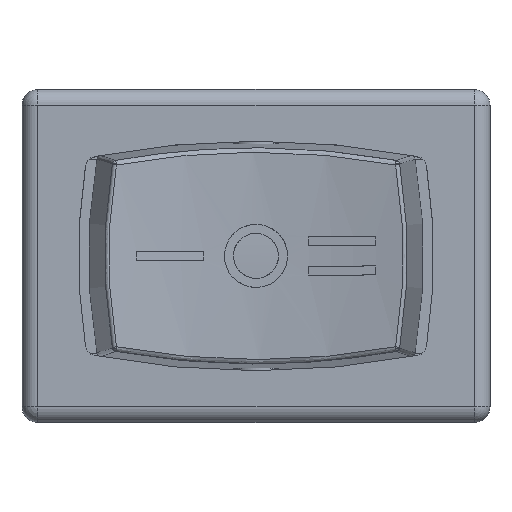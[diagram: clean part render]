
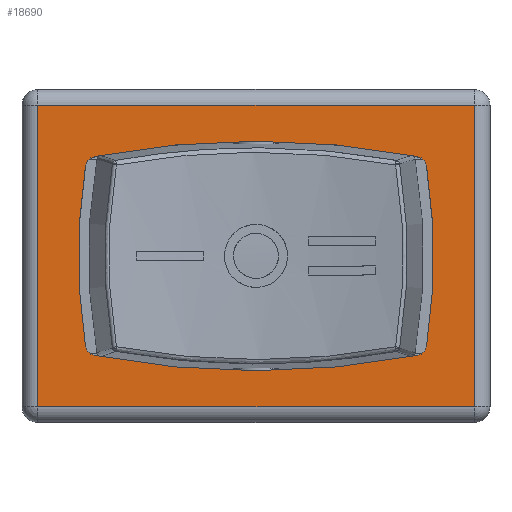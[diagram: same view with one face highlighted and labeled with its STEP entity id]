
A CAD part, top view. The second image highlights one B-rep face of the part: STEP entity #18690.
In plain terms, the highlighted planar face has unit normal (0, 0, 1).
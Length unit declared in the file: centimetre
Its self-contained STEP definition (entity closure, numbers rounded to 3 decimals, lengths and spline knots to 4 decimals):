
#417=FACE_BOUND('',#3262,.T.);
#446=CIRCLE('',#18834,0.05);
#448=CIRCLE('',#18837,2.5);
#450=CIRCLE('',#18841,0.05);
#459=CIRCLE('',#18854,3.82);
#489=CIRCLE('',#18935,0.05);
#491=CIRCLE('',#18940,3.82);
#536=CIRCLE('',#19448,2.5);
#537=CIRCLE('',#19450,0.05);
#1178=PLANE('',#19542);
#2171=FACE_OUTER_BOUND('',#3261,.T.);
#3261=EDGE_LOOP('',(#17609,#17610,#17611,#17612));
#3262=EDGE_LOOP('',(#17613,#17614,#17615,#17616,#17617,#17618,#17619,#17620));
#5815=LINE('',#34808,#7738);
#5817=LINE('',#34816,#7740);
#5819=LINE('',#34824,#7742);
#5821=LINE('',#34833,#7744);
#7738=VECTOR('',#23077,1.);
#7740=VECTOR('',#23085,1.);
#7742=VECTOR('',#23093,1.);
#7744=VECTOR('',#23105,1.);
#7964=VERTEX_POINT('',#23801);
#7965=VERTEX_POINT('',#23803);
#7967=VERTEX_POINT('',#23809);
#7976=VERTEX_POINT('',#23831);
#7987=VERTEX_POINT('',#23864);
#8100=VERTEX_POINT('',#26924);
#8105=VERTEX_POINT('',#26940);
#9457=VERTEX_POINT('',#34528);
#9533=VERTEX_POINT('',#34805);
#9534=VERTEX_POINT('',#34807);
#9537=VERTEX_POINT('',#34815);
#9540=VERTEX_POINT('',#34823);
#9841=EDGE_CURVE('',#7965,#7964,#446,.T.);
#9845=EDGE_CURVE('',#7964,#7967,#448,.T.);
#9856=EDGE_CURVE('',#7967,#7976,#450,.T.);
#9874=EDGE_CURVE('',#7976,#7987,#459,.T.);
#10049=EDGE_CURVE('',#7987,#8100,#489,.T.);
#10056=EDGE_CURVE('',#8105,#7965,#491,.T.);
#12080=EDGE_CURVE('',#8100,#9457,#536,.T.);
#12081=EDGE_CURVE('',#9457,#8105,#537,.T.);
#12216=EDGE_CURVE('',#9533,#9534,#5815,.T.);
#12220=EDGE_CURVE('',#9534,#9537,#5817,.T.);
#12224=EDGE_CURVE('',#9537,#9540,#5819,.T.);
#12229=EDGE_CURVE('',#9540,#9533,#5821,.T.);
#17609=ORIENTED_EDGE('',*,*,#12216,.F.);
#17610=ORIENTED_EDGE('',*,*,#12229,.F.);
#17611=ORIENTED_EDGE('',*,*,#12224,.F.);
#17612=ORIENTED_EDGE('',*,*,#12220,.F.);
#17613=ORIENTED_EDGE('',*,*,#9845,.T.);
#17614=ORIENTED_EDGE('',*,*,#9856,.T.);
#17615=ORIENTED_EDGE('',*,*,#9874,.T.);
#17616=ORIENTED_EDGE('',*,*,#10049,.T.);
#17617=ORIENTED_EDGE('',*,*,#12080,.T.);
#17618=ORIENTED_EDGE('',*,*,#12081,.T.);
#17619=ORIENTED_EDGE('',*,*,#10056,.T.);
#17620=ORIENTED_EDGE('',*,*,#9841,.T.);
#18690=ADVANCED_FACE('',(#2171,#417),#1178,.T.);
#18834=AXIS2_PLACEMENT_3D('',#23804,#20061,#20062);
#18837=AXIS2_PLACEMENT_3D('',#23811,#20069,#20070);
#18841=AXIS2_PLACEMENT_3D('',#23833,#20086,#20087);
#18854=AXIS2_PLACEMENT_3D('',#23866,#20121,#20122);
#18935=AXIS2_PLACEMENT_3D('',#26926,#20348,#20349);
#18940=AXIS2_PLACEMENT_3D('',#26941,#20363,#20364);
#19448=AXIS2_PLACEMENT_3D('',#34530,#22804,#22805);
#19450=AXIS2_PLACEMENT_3D('',#34532,#22808,#22809);
#19542=AXIS2_PLACEMENT_3D('',#34852,#23134,#23135);
#20061=DIRECTION('center_axis',(0.,0.,
-1.));
#20062=DIRECTION('ref_axis',(0.987,0.16,0.));
#20069=DIRECTION('center_axis',(0.,0.,
-1.));
#20070=DIRECTION('ref_axis',(0.987,-0.16,0.));
#20086=DIRECTION('center_axis',(0.,0.,
-1.));
#20087=DIRECTION('ref_axis',(0.188,-0.982,0.));
#20121=DIRECTION('center_axis',(0.,0.,
-1.));
#20122=DIRECTION('ref_axis',(-0.188,-0.982,0.));
#20348=DIRECTION('center_axis',(0.,0.,
-1.));
#20349=DIRECTION('ref_axis',(-0.987,-0.16,0.));
#20363=DIRECTION('center_axis',(0.,0.,
-1.));
#20364=DIRECTION('ref_axis',(0.188,0.982,0.));
#22804=DIRECTION('center_axis',(0.,0.,
-1.));
#22805=DIRECTION('ref_axis',(-0.987,0.16,0.));
#22808=DIRECTION('center_axis',(0.,0.,
-1.));
#22809=DIRECTION('ref_axis',(-0.188,0.982,0.));
#23077=DIRECTION('',(0.,-1.,0.));
#23085=DIRECTION('',(-1.,0.,0.));
#23093=DIRECTION('',(0.,1.,0.));
#23105=DIRECTION('',(1.,0.,0.));
#23134=DIRECTION('center_axis',(0.,0.,
1.));
#23135=DIRECTION('ref_axis',(1.,0.,0.));
#23801=CARTESIAN_POINT('',(-0.7576,-0.4009,1.54));
#23803=CARTESIAN_POINT('',(-0.7177,-0.442,1.54));
#23804=CARTESIAN_POINT('Origin',(-0.7083,-0.3929,
1.54));
#23809=CARTESIAN_POINT('',(-0.7576,0.4009,1.54));
#23811=CARTESIAN_POINT('Origin',(1.71,0.,1.54));
#23831=CARTESIAN_POINT('',(-0.7177,0.442,1.54));
#23833=CARTESIAN_POINT('Origin',(-0.7083,0.3929,1.54));
#23864=CARTESIAN_POINT('',(0.7177,0.442,1.54));
#23866=CARTESIAN_POINT('Origin',(0.,-3.31,1.54));
#26924=CARTESIAN_POINT('',(0.7576,0.4009,1.54));
#26926=CARTESIAN_POINT('Origin',(0.7083,0.3929,1.54));
#26940=CARTESIAN_POINT('',(0.7177,-0.442,1.54));
#26941=CARTESIAN_POINT('Origin',(0.,3.31,1.54));
#34528=CARTESIAN_POINT('',(0.7576,-0.4009,1.54));
#34530=CARTESIAN_POINT('Origin',(-1.71,0.,1.54));
#34532=CARTESIAN_POINT('Origin',(0.7083,-0.3929,1.54));
#34805=CARTESIAN_POINT('',(0.97,0.67,1.54));
#34807=CARTESIAN_POINT('',(0.97,-0.67,1.54));
#34808=CARTESIAN_POINT('',(0.97,0.335,1.54));
#34815=CARTESIAN_POINT('',(-0.97,-0.67,1.54));
#34816=CARTESIAN_POINT('',(0.485,-0.67,1.54));
#34823=CARTESIAN_POINT('',(-0.97,0.67,1.54));
#34824=CARTESIAN_POINT('',(-0.97,-0.335,1.54));
#34833=CARTESIAN_POINT('',(-0.485,0.67,1.54));
#34852=CARTESIAN_POINT('Origin',(0.,0.,
1.54));
